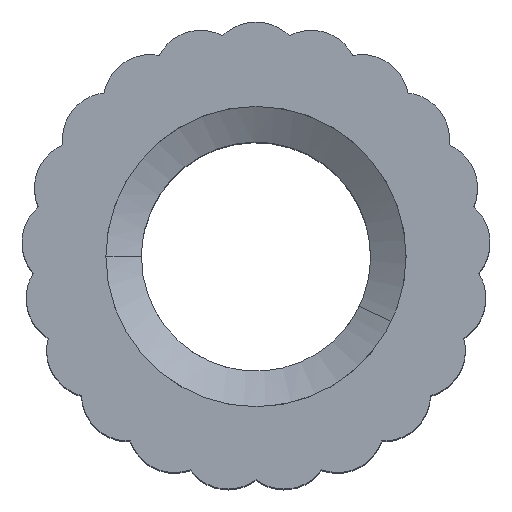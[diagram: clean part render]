
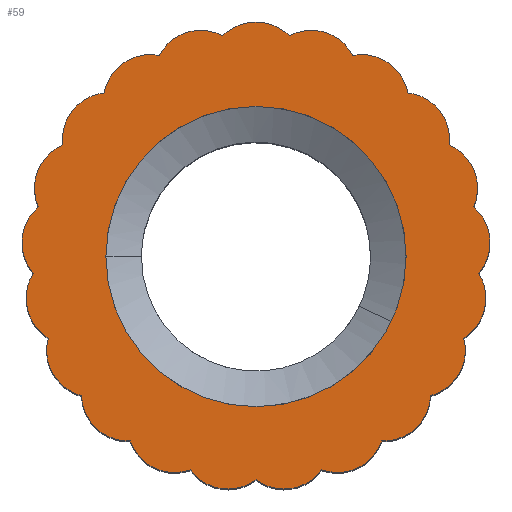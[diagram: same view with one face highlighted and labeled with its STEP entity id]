
A CAD part, top view. The second image highlights one B-rep face of the part: STEP entity #59.
In plain terms, the highlighted planar face has unit normal (0, 0, 1).
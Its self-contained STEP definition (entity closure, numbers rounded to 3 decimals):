
#21 = EDGE_CURVE('',#22,#24,#26,.T.);
#22 = VERTEX_POINT('',#23);
#23 = CARTESIAN_POINT('',(0.516,1.072,1.5));
#24 = VERTEX_POINT('',#25);
#25 = CARTESIAN_POINT('',(0.177,1.176,1.5));
#26 = CIRCLE('',#27,0.25);
#27 = AXIS2_PLACEMENT_3D('',#28,#29,#30);
#28 = CARTESIAN_POINT('',(0.295,0.956,1.5));
#29 = DIRECTION('',(-0.,0.,1.));
#30 = DIRECTION('',(0.956,-0.295,0.));
#59 = ADVANCED_FACE('',(#60,#241),#252,.T.);
#60 = FACE_BOUND('',#61,.T.);
#61 = EDGE_LOOP('',(#62,#63,#72,#81,#90,#99,#108,#117,#126,#135,#144,
    #153,#162,#171,#180,#189,#198,#207,#216,#225,#234));
#62 = ORIENTED_EDGE('',*,*,#21,.T.);
#63 = ORIENTED_EDGE('',*,*,#64,.T.);
#64 = EDGE_CURVE('',#24,#65,#67,.T.);
#65 = VERTEX_POINT('',#66);
#66 = CARTESIAN_POINT('',(-0.177,1.176,1.5));
#67 = CIRCLE('',#68,0.25);
#68 = AXIS2_PLACEMENT_3D('',#69,#70,#71);
#69 = CARTESIAN_POINT('',(0.,1.,1.5));
#70 = DIRECTION('',(0.,0.,1.));
#71 = DIRECTION('',(1.,0.,0.));
#72 = ORIENTED_EDGE('',*,*,#73,.T.);
#73 = EDGE_CURVE('',#65,#74,#76,.T.);
#74 = VERTEX_POINT('',#75);
#75 = CARTESIAN_POINT('',(-0.516,1.072,1.5));
#76 = CIRCLE('',#77,0.25);
#77 = AXIS2_PLACEMENT_3D('',#78,#79,#80);
#78 = CARTESIAN_POINT('',(-0.295,0.956,1.5));
#79 = DIRECTION('',(0.,-0.,1.));
#80 = DIRECTION('',(0.956,0.295,0.));
#81 = ORIENTED_EDGE('',*,*,#82,.T.);
#82 = EDGE_CURVE('',#74,#83,#85,.T.);
#83 = VERTEX_POINT('',#84);
#84 = CARTESIAN_POINT('',(-0.809,0.872,1.5));
#85 = CIRCLE('',#86,0.25);
#86 = AXIS2_PLACEMENT_3D('',#87,#88,#89);
#87 = CARTESIAN_POINT('',(-0.563,0.826,1.5));
#88 = DIRECTION('',(0.,-0.,1.));
#89 = DIRECTION('',(0.826,0.563,0.));
#90 = ORIENTED_EDGE('',*,*,#91,.T.);
#91 = EDGE_CURVE('',#83,#92,#94,.T.);
#92 = VERTEX_POINT('',#93);
#93 = CARTESIAN_POINT('',(-1.03,0.595,1.5));
#94 = CIRCLE('',#95,0.25);
#95 = AXIS2_PLACEMENT_3D('',#96,#97,#98);
#96 = CARTESIAN_POINT('',(-0.782,0.623,1.5));
#97 = DIRECTION('',(0.,-0.,1.));
#98 = DIRECTION('',(0.623,0.782,0.));
#99 = ORIENTED_EDGE('',*,*,#100,.T.);
#100 = EDGE_CURVE('',#92,#101,#103,.T.);
#101 = VERTEX_POINT('',#102);
#102 = CARTESIAN_POINT('',(-1.16,0.265,1.5));
#103 = CIRCLE('',#104,0.25);
#104 = AXIS2_PLACEMENT_3D('',#105,#106,#107);
#105 = CARTESIAN_POINT('',(-0.931,0.365,1.5));
#106 = DIRECTION('',(0.,-0.,1.));
#107 = DIRECTION('',(0.365,0.931,0.));
#108 = ORIENTED_EDGE('',*,*,#109,.T.);
#109 = EDGE_CURVE('',#101,#110,#112,.T.);
#110 = VERTEX_POINT('',#111);
#111 = CARTESIAN_POINT('',(-1.186,-0.089,1.5));
#112 = CIRCLE('',#113,0.25);
#113 = AXIS2_PLACEMENT_3D('',#114,#115,#116);
#114 = CARTESIAN_POINT('',(-0.997,0.075,1.5));
#115 = DIRECTION('',(0.,-0.,1.));
#116 = DIRECTION('',(0.075,0.997,0.));
#117 = ORIENTED_EDGE('',*,*,#118,.T.);
#118 = EDGE_CURVE('',#110,#119,#121,.T.);
#119 = VERTEX_POINT('',#120);
#120 = CARTESIAN_POINT('',(-1.107,-0.435,1.5));
#121 = CIRCLE('',#122,0.25);
#122 = AXIS2_PLACEMENT_3D('',#123,#124,#125);
#123 = CARTESIAN_POINT('',(-0.975,-0.223,1.5));
#124 = DIRECTION('',(0.,0.,1.));
#125 = DIRECTION('',(-0.223,0.975,0.));
#126 = ORIENTED_EDGE('',*,*,#127,.T.);
#127 = EDGE_CURVE('',#119,#128,#130,.T.);
#128 = VERTEX_POINT('',#129);
#129 = CARTESIAN_POINT('',(-0.93,-0.742,1.5));
#130 = CIRCLE('',#131,0.25);
#131 = AXIS2_PLACEMENT_3D('',#132,#133,#134);
#132 = CARTESIAN_POINT('',(-0.866,-0.5,1.5));
#133 = DIRECTION('',(0.,0.,1.));
#134 = DIRECTION('',(-0.5,0.866,0.));
#135 = ORIENTED_EDGE('',*,*,#136,.T.);
#136 = EDGE_CURVE('',#128,#137,#139,.T.);
#137 = VERTEX_POINT('',#138);
#138 = CARTESIAN_POINT('',(-0.67,-0.983,1.5));
#139 = CIRCLE('',#140,0.25);
#140 = AXIS2_PLACEMENT_3D('',#141,#142,#143);
#141 = CARTESIAN_POINT('',(-0.68,-0.733,1.5));
#142 = DIRECTION('',(0.,0.,1.));
#143 = DIRECTION('',(-0.733,0.68,0.));
#144 = ORIENTED_EDGE('',*,*,#145,.T.);
#145 = EDGE_CURVE('',#137,#146,#148,.T.);
#146 = VERTEX_POINT('',#147);
#147 = CARTESIAN_POINT('',(-0.351,-1.137,1.5));
#148 = CIRCLE('',#149,0.25);
#149 = AXIS2_PLACEMENT_3D('',#150,#151,#152);
#150 = CARTESIAN_POINT('',(-0.434,-0.901,1.5));
#151 = DIRECTION('',(0.,0.,1.));
#152 = DIRECTION('',(-0.901,0.434,0.));
#153 = ORIENTED_EDGE('',*,*,#154,.T.);
#154 = EDGE_CURVE('',#146,#155,#157,.T.);
#155 = VERTEX_POINT('',#156);
#156 = CARTESIAN_POINT('',(0.,-1.19,1.5));
#157 = CIRCLE('',#158,0.25);
#158 = AXIS2_PLACEMENT_3D('',#159,#160,#161);
#159 = CARTESIAN_POINT('',(-0.149,-0.989,1.5));
#160 = DIRECTION('',(0.,0.,1.));
#161 = DIRECTION('',(-0.989,0.149,0.));
#162 = ORIENTED_EDGE('',*,*,#163,.T.);
#163 = EDGE_CURVE('',#155,#164,#166,.T.);
#164 = VERTEX_POINT('',#165);
#165 = CARTESIAN_POINT('',(0.351,-1.137,1.5));
#166 = CIRCLE('',#167,0.25);
#167 = AXIS2_PLACEMENT_3D('',#168,#169,#170);
#168 = CARTESIAN_POINT('',(0.149,-0.989,1.5));
#169 = DIRECTION('',(0.,0.,1.));
#170 = DIRECTION('',(-0.989,-0.149,0.));
#171 = ORIENTED_EDGE('',*,*,#172,.T.);
#172 = EDGE_CURVE('',#164,#173,#175,.T.);
#173 = VERTEX_POINT('',#174);
#174 = CARTESIAN_POINT('',(0.67,-0.983,1.5));
#175 = CIRCLE('',#176,0.25);
#176 = AXIS2_PLACEMENT_3D('',#177,#178,#179);
#177 = CARTESIAN_POINT('',(0.434,-0.901,1.5));
#178 = DIRECTION('',(0.,0.,1.));
#179 = DIRECTION('',(-0.901,-0.434,0.));
#180 = ORIENTED_EDGE('',*,*,#181,.T.);
#181 = EDGE_CURVE('',#173,#182,#184,.T.);
#182 = VERTEX_POINT('',#183);
#183 = CARTESIAN_POINT('',(0.93,-0.742,1.5));
#184 = CIRCLE('',#185,0.25);
#185 = AXIS2_PLACEMENT_3D('',#186,#187,#188);
#186 = CARTESIAN_POINT('',(0.68,-0.733,1.5));
#187 = DIRECTION('',(0.,0.,1.));
#188 = DIRECTION('',(-0.733,-0.68,0.));
#189 = ORIENTED_EDGE('',*,*,#190,.T.);
#190 = EDGE_CURVE('',#182,#191,#193,.T.);
#191 = VERTEX_POINT('',#192);
#192 = CARTESIAN_POINT('',(1.107,-0.435,1.5));
#193 = CIRCLE('',#194,0.25);
#194 = AXIS2_PLACEMENT_3D('',#195,#196,#197);
#195 = CARTESIAN_POINT('',(0.866,-0.5,1.5));
#196 = DIRECTION('',(0.,0.,1.));
#197 = DIRECTION('',(-0.5,-0.866,0.));
#198 = ORIENTED_EDGE('',*,*,#199,.T.);
#199 = EDGE_CURVE('',#191,#200,#202,.T.);
#200 = VERTEX_POINT('',#201);
#201 = CARTESIAN_POINT('',(1.186,-0.089,1.5));
#202 = CIRCLE('',#203,0.25);
#203 = AXIS2_PLACEMENT_3D('',#204,#205,#206);
#204 = CARTESIAN_POINT('',(0.975,-0.223,1.5));
#205 = DIRECTION('',(0.,0.,1.));
#206 = DIRECTION('',(-0.223,-0.975,0.));
#207 = ORIENTED_EDGE('',*,*,#208,.T.);
#208 = EDGE_CURVE('',#200,#209,#211,.T.);
#209 = VERTEX_POINT('',#210);
#210 = CARTESIAN_POINT('',(1.16,0.265,1.5));
#211 = CIRCLE('',#212,0.25);
#212 = AXIS2_PLACEMENT_3D('',#213,#214,#215);
#213 = CARTESIAN_POINT('',(0.997,0.075,1.5));
#214 = DIRECTION('',(-0.,0.,1.));
#215 = DIRECTION('',(0.075,-0.997,0.));
#216 = ORIENTED_EDGE('',*,*,#217,.T.);
#217 = EDGE_CURVE('',#209,#218,#220,.T.);
#218 = VERTEX_POINT('',#219);
#219 = CARTESIAN_POINT('',(1.03,0.595,1.5));
#220 = CIRCLE('',#221,0.25);
#221 = AXIS2_PLACEMENT_3D('',#222,#223,#224);
#222 = CARTESIAN_POINT('',(0.931,0.365,1.5));
#223 = DIRECTION('',(-0.,0.,1.));
#224 = DIRECTION('',(0.365,-0.931,0.));
#225 = ORIENTED_EDGE('',*,*,#226,.T.);
#226 = EDGE_CURVE('',#218,#227,#229,.T.);
#227 = VERTEX_POINT('',#228);
#228 = CARTESIAN_POINT('',(0.809,0.872,1.5));
#229 = CIRCLE('',#230,0.25);
#230 = AXIS2_PLACEMENT_3D('',#231,#232,#233);
#231 = CARTESIAN_POINT('',(0.782,0.623,1.5));
#232 = DIRECTION('',(-0.,0.,1.));
#233 = DIRECTION('',(0.623,-0.782,0.));
#234 = ORIENTED_EDGE('',*,*,#235,.T.);
#235 = EDGE_CURVE('',#227,#22,#236,.T.);
#236 = CIRCLE('',#237,0.25);
#237 = AXIS2_PLACEMENT_3D('',#238,#239,#240);
#238 = CARTESIAN_POINT('',(0.563,0.826,1.5));
#239 = DIRECTION('',(-0.,0.,1.));
#240 = DIRECTION('',(0.826,-0.563,0.));
#241 = FACE_BOUND('',#242,.T.);
#242 = EDGE_LOOP('',(#243));
#243 = ORIENTED_EDGE('',*,*,#244,.F.);
#244 = EDGE_CURVE('',#245,#245,#247,.T.);
#245 = VERTEX_POINT('',#246);
#246 = CARTESIAN_POINT('',(0.8,0.,1.5));
#247 = CIRCLE('',#248,0.8);
#248 = AXIS2_PLACEMENT_3D('',#249,#250,#251);
#249 = CARTESIAN_POINT('',(0.,0.,1.5));
#250 = DIRECTION('',(0.,0.,1.));
#251 = DIRECTION('',(1.,0.,0.));
#252 = PLANE('',#253);
#253 = AXIS2_PLACEMENT_3D('',#254,#255,#256);
#254 = CARTESIAN_POINT('',(0.,0.,1.5));
#255 = DIRECTION('',(0.,0.,1.));
#256 = DIRECTION('',(1.,0.,0.));
